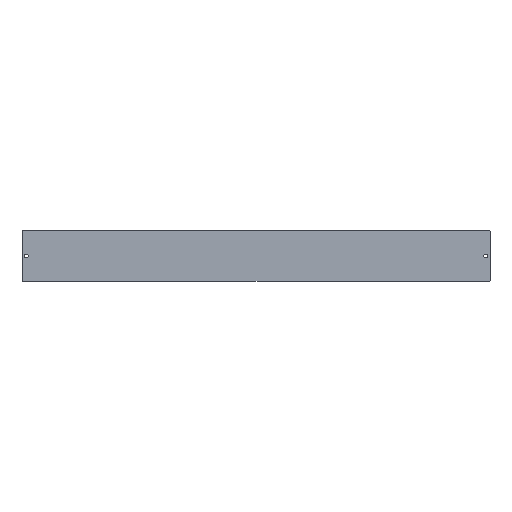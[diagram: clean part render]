
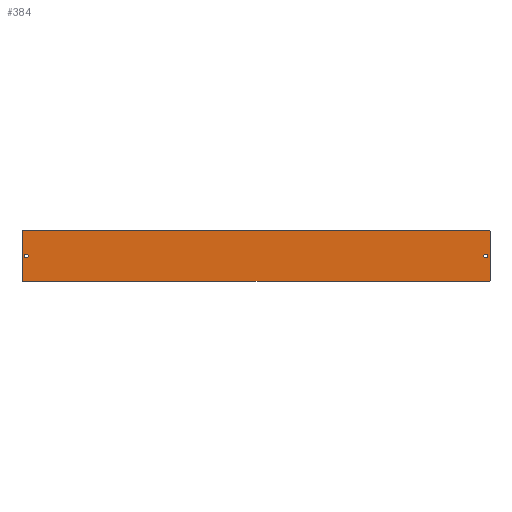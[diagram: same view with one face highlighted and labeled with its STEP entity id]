
A CAD part, top view. The second image highlights one B-rep face of the part: STEP entity #384.
In plain terms, the highlighted planar face has unit normal (0, 0, 1).
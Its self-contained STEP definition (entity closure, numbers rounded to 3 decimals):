
#2 = EDGE_LOOP ( 'NONE', ( #85, #130 ) ) ;
#9 = EDGE_LOOP ( 'NONE', ( #120, #43, #51, #44, #123, #124, #58, #46 ) ) ;
#10 = VERTEX_POINT ( 'NONE', #107 ) ;
#14 = VERTEX_POINT ( 'NONE', #103 ) ;
#16 = VERTEX_POINT ( 'NONE', #55 ) ;
#19 = VERTEX_POINT ( 'NONE', #108 ) ;
#20 = VERTEX_POINT ( 'NONE', #102 ) ;
#21 = VERTEX_POINT ( 'NONE', #109 ) ;
#29 = EDGE_LOOP ( 'NONE', ( #42, #136 ) ) ;
#38 = VERTEX_POINT ( 'NONE', #99 ) ;
#42 = ORIENTED_EDGE ( 'NONE', *, *, #437, .F. ) ;
#43 = ORIENTED_EDGE ( 'NONE', *, *, #400, .T. ) ;
#44 = ORIENTED_EDGE ( 'NONE', *, *, #428, .T. ) ;
#46 = ORIENTED_EDGE ( 'NONE', *, *, #430, .T. ) ;
#51 = ORIENTED_EDGE ( 'NONE', *, *, #433, .T. ) ;
#54 = VERTEX_POINT ( 'NONE', #101 ) ;
#55 = CARTESIAN_POINT ( 'NONE',  ( -156., -17., 3. ) ) ;
#58 = ORIENTED_EDGE ( 'NONE', *, *, #420, .T. ) ;
#60 = VERTEX_POINT ( 'NONE', #118 ) ;
#65 = VERTEX_POINT ( 'NONE', #138 ) ;
#66 = VERTEX_POINT ( 'NONE', #115 ) ;
#73 = VERTEX_POINT ( 'NONE', #114 ) ;
#85 = ORIENTED_EDGE ( 'NONE', *, *, #399, .F. ) ;
#99 = CARTESIAN_POINT ( 'NONE',  ( -156., 17., 3. ) ) ;
#101 = CARTESIAN_POINT ( 'NONE',  ( -156.5, -16.5, 3. ) ) ;
#102 = CARTESIAN_POINT ( 'NONE',  ( -156.5, 16.5, 3. ) ) ;
#103 = CARTESIAN_POINT ( 'NONE',  ( -152.2, 0., 3. ) ) ;
#107 = CARTESIAN_POINT ( 'NONE',  ( 152.2, 0., 3. ) ) ;
#108 = CARTESIAN_POINT ( 'NONE',  ( 156., 17., 3. ) ) ;
#109 = CARTESIAN_POINT ( 'NONE',  ( 154.8, 0., 3. ) ) ;
#114 = CARTESIAN_POINT ( 'NONE',  ( 156.5, 16.5, 3. ) ) ;
#115 = CARTESIAN_POINT ( 'NONE',  ( 156.5, -16.5, 3. ) ) ;
#118 = CARTESIAN_POINT ( 'NONE',  ( 156., -17., 3. ) ) ;
#120 = ORIENTED_EDGE ( 'NONE', *, *, #424, .T. ) ;
#123 = ORIENTED_EDGE ( 'NONE', *, *, #396, .T. ) ;
#124 = ORIENTED_EDGE ( 'NONE', *, *, #405, .T. ) ;
#130 = ORIENTED_EDGE ( 'NONE', *, *, #408, .F. ) ;
#136 = ORIENTED_EDGE ( 'NONE', *, *, #402, .F. ) ;
#138 = CARTESIAN_POINT ( 'NONE',  ( -154.8, 0., 3. ) ) ;
#139 = DIRECTION ( 'NONE',  ( 1., 0., 0. ) ) ;
#147 = CARTESIAN_POINT ( 'NONE',  ( -156.5, -17., 3. ) ) ;
#155 = FACE_BOUND ( 'NONE', #2, .T. ) ;
#156 = PLANE ( 'NONE',  #458 ) ;
#158 = DIRECTION ( 'NONE',  ( 0., 0., 1. ) ) ;
#160 = FACE_OUTER_BOUND ( 'NONE', #9, .T. ) ;
#167 = FACE_BOUND ( 'NONE', #29, .T. ) ;
#212 = DIRECTION ( 'NONE',  ( 1., 0., 0. ) ) ;
#215 = CARTESIAN_POINT ( 'NONE',  ( -156.25, -16.75, 3. ) ) ;
#216 = CARTESIAN_POINT ( 'NONE',  ( 16.75, 156.25, 3. ) ) ;
#217 = CARTESIAN_POINT ( 'NONE',  ( 153.5, 0., 3. ) ) ;
#219 = LINE ( 'NONE', #215, #512 ) ;
#220 = LINE ( 'NONE', #216, #442 ) ;
#221 = DIRECTION ( 'NONE',  ( 0.707, -0.707, 0. ) ) ;
#222 = DIRECTION ( 'NONE',  ( -0.707, 0.707, 0. ) ) ;
#225 = CARTESIAN_POINT ( 'NONE',  ( -153.5, 0., 3. ) ) ;
#226 = DIRECTION ( 'NONE',  ( 0., 0., 1. ) ) ;
#227 = LINE ( 'NONE', #232, #444 ) ;
#228 = CARTESIAN_POINT ( 'NONE',  ( -153.5, 0., 3. ) ) ;
#229 = DIRECTION ( 'NONE',  ( 0., 0., 1. ) ) ;
#232 = CARTESIAN_POINT ( 'NONE',  ( -156.5, 17., 3. ) ) ;
#238 = DIRECTION ( 'NONE',  ( 1., 0., 0. ) ) ;
#251 = DIRECTION ( 'NONE',  ( 0., -1., 0. ) ) ;
#256 = DIRECTION ( 'NONE',  ( 0., 0., 1. ) ) ;
#257 = LINE ( 'NONE', #265, #502 ) ;
#262 = LINE ( 'NONE', #285, #491 ) ;
#264 = DIRECTION ( 'NONE',  ( 1., 0., 0. ) ) ;
#265 = CARTESIAN_POINT ( 'NONE',  ( 156.5, 17., 3. ) ) ;
#269 = DIRECTION ( 'NONE',  ( 1., 0., 0. ) ) ;
#277 = DIRECTION ( 'NONE',  ( 0., 1., 0. ) ) ;
#280 = LINE ( 'NONE', #308, #487 ) ;
#285 = CARTESIAN_POINT ( 'NONE',  ( -156.5, -17., 3. ) ) ;
#293 = DIRECTION ( 'NONE',  ( 0., 0., 1. ) ) ;
#300 = LINE ( 'NONE', #303, #482 ) ;
#303 = CARTESIAN_POINT ( 'NONE',  ( -0.25, -173.25, 3. ) ) ;
#304 = CARTESIAN_POINT ( 'NONE',  ( 153.5, 0., 3. ) ) ;
#308 = CARTESIAN_POINT ( 'NONE',  ( -173.25, -0.25, 3. ) ) ;
#309 = DIRECTION ( 'NONE',  ( 1., 0., 0. ) ) ;
#310 = DIRECTION ( 'NONE',  ( -1., 0., 0. ) ) ;
#311 = LINE ( 'NONE', #321, #470 ) ;
#313 = DIRECTION ( 'NONE',  ( -0.707, -0.707, 0. ) ) ;
#321 = CARTESIAN_POINT ( 'NONE',  ( -156.5, 17., 3. ) ) ;
#326 = DIRECTION ( 'NONE',  ( 0.707, 0.707, 0. ) ) ;
#384 = ADVANCED_FACE ( 'NONE', ( #155, #167, #160 ), #156, .T. ) ;
#396 = EDGE_CURVE ( 'NONE', #20, #54, #227, .T. ) ;
#399 = EDGE_CURVE ( 'NONE', #14, #65, #464, .T. ) ;
#400 = EDGE_CURVE ( 'NONE', #73, #19, #220, .T. ) ;
#402 = EDGE_CURVE ( 'NONE', #10, #21, #467, .T. ) ;
#405 = EDGE_CURVE ( 'NONE', #54, #16, #219, .T. ) ;
#408 = EDGE_CURVE ( 'NONE', #65, #14, #475, .T. ) ;
#420 = EDGE_CURVE ( 'NONE', #16, #60, #262, .T. ) ;
#424 = EDGE_CURVE ( 'NONE', #66, #73, #257, .T. ) ;
#428 = EDGE_CURVE ( 'NONE', #38, #20, #280, .T. ) ;
#430 = EDGE_CURVE ( 'NONE', #60, #66, #300, .T. ) ;
#433 = EDGE_CURVE ( 'NONE', #19, #38, #311, .T. ) ;
#437 = EDGE_CURVE ( 'NONE', #21, #10, #505, .T. ) ;
#442 = VECTOR ( 'NONE', #222, 1000. ) ;
#444 = VECTOR ( 'NONE', #251, 1000. ) ;
#446 = AXIS2_PLACEMENT_3D ( 'NONE', #217, #229, #238 ) ;
#458 = AXIS2_PLACEMENT_3D ( 'NONE', #147, #158, #139 ) ;
#464 = CIRCLE ( 'NONE', #466, 1.3 ) ;
#466 = AXIS2_PLACEMENT_3D ( 'NONE', #228, #256, #212 ) ;
#467 = CIRCLE ( 'NONE', #446, 1.3 ) ;
#470 = VECTOR ( 'NONE', #310, 1000. ) ;
#475 = CIRCLE ( 'NONE', #500, 1.3 ) ;
#482 = VECTOR ( 'NONE', #326, 1000. ) ;
#487 = VECTOR ( 'NONE', #313, 1000. ) ;
#491 = VECTOR ( 'NONE', #269, 1000. ) ;
#500 = AXIS2_PLACEMENT_3D ( 'NONE', #225, #226, #264 ) ;
#502 = VECTOR ( 'NONE', #277, 1000. ) ;
#505 = CIRCLE ( 'NONE', #510, 1.3 ) ;
#510 = AXIS2_PLACEMENT_3D ( 'NONE', #304, #293, #309 ) ;
#512 = VECTOR ( 'NONE', #221, 1000. ) ;
